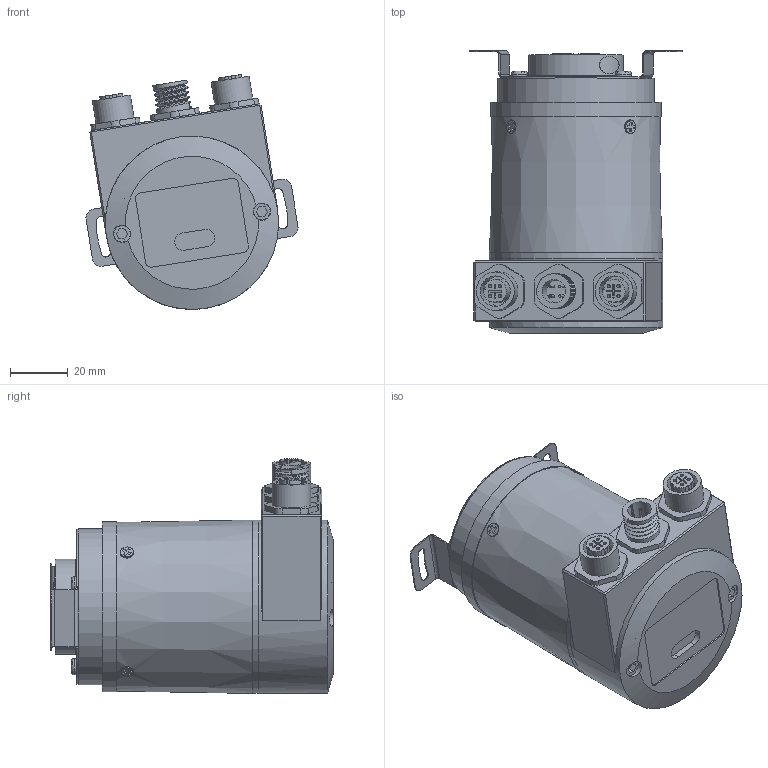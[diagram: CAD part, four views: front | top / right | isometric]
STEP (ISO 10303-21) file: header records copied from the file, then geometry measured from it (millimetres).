
FILE_DESCRIPTION (( 'STEP AP214' ), '1' );
FILE_NAME ('PNMM58W15-BF6XTR-4096-8192ND.STEP', '2024-03-21T07:52:26', ( '' ), ( '' ), 'SwSTEP 2.0', 'SolidWorks 2023', '' );
FILE_SCHEMA (( 'AUTOMOTIVE_DESIGN' ));
Length unit declared in the file: millimetre
Products named in the file (1): PNMM58W15-BF6XTR-4096-8192ND
Bounding box: 73.38 x 97.8 x 81.29 mm (x, y, z)
Volume: 107435.2 mm3; surface area: 79584.3 mm2
Topology: 25 solids, 25 shells, 810 faces, 1999 edges, 1323 vertices
Faces by surface type: plane 438, cylinder 316, cone 46, bspline 7, torus 3
Full cylindrical faces by diameter (mm): 0.8 x4, 1.2 x8, 1.6 x2, 2.05 x16, 2.5 x6, 2.532 x5, 3 x10, 3.2 x3, 3.26 x4, 3.4 x1, 3.5 x5, 5.6 x3, 5.68 x1, 5.7 x2, 6 x3, 8 x2, 10.5 x2, 12 x8, 13.3 x2, 14 x4, 15 x2, 15.8 x1, 16.6 x1, 17 x4, 18 x1, 18.4 x1, 18.6 x1, 19 x1, 19.724 x1, 19.98 x1
Entity records: 34555 total; most frequent: CARTESIAN_POINT 6872, DIRECTION 3909, ORIENTED_EDGE 3510, EDGE_CURVE 1755, AXIS2_PLACEMENT_3D 1466, VERTEX_POINT 1257, EDGE_LOOP 1132, VECTOR 977
